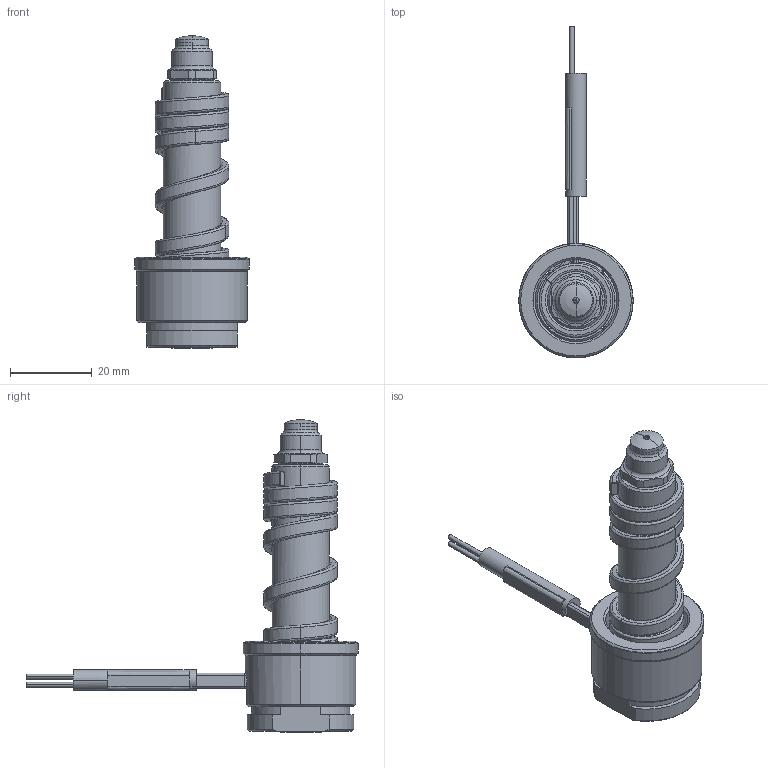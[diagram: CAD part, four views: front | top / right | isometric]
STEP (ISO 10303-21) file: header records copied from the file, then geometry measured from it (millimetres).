
FILE_DESCRIPTION((''),'2;1');
FILE_NAME('ML-76-BES-R','2014-02-21T',('Íàòàëüÿ'),('IMID'),'PRO/ENGINEER BY PARAMETRIC TECHNOLOGY CORPORATION, 2010480','PRO/ENGINEER BY PARAMETRIC TECHNOLOGY CORPORATION, 2010480','');
FILE_SCHEMA(('CONFIG_CONTROL_DESIGN'));
Length unit declared in the file: millimetre
Products named in the file (1): ML-76-BES-R
Bounding box: 28 x 81 x 76.2 mm (x, y, z)
Volume: 19334.4 mm3; surface area: 13799.5 mm2
Topology: 2 solids, 13 shells, 348 faces, 926 edges, 561 vertices
Faces by surface type: cylinder 116, plane 61, cone 60, bspline 55, torus 34, revolution 9, extrusion 7, sphere 6
Entity records: 17774 total; most frequent: CARTESIAN_POINT 9394, ORIENTED_EDGE 1804, DIRECTION 1667, EDGE_CURVE 922, AXIS2_PLACEMENT_3D 679, VERTEX_POINT 561, CIRCLE 401, EDGE_LOOP 377
